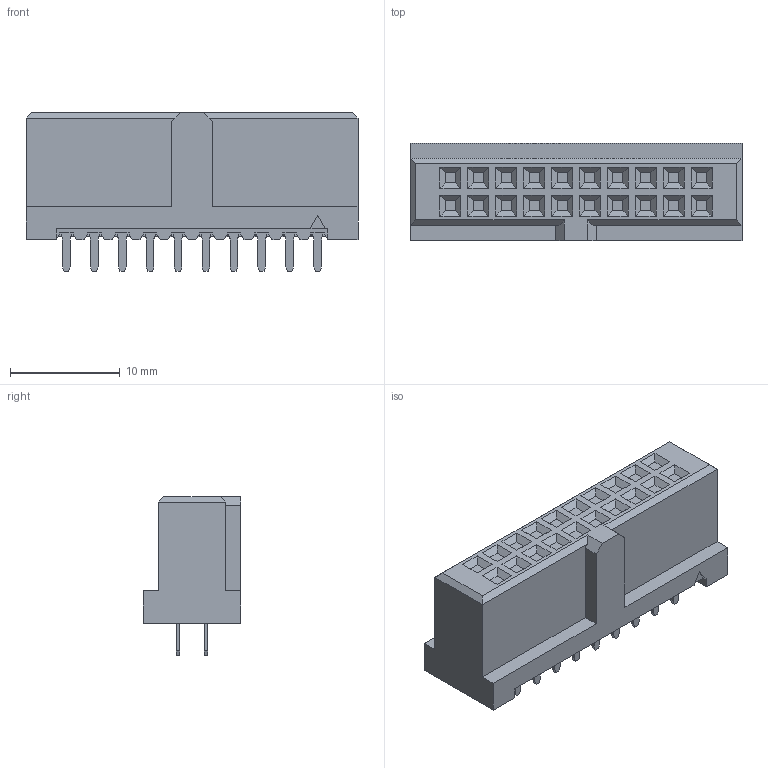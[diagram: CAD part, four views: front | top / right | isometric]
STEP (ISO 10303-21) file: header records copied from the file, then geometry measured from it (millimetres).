
FILE_DESCRIPTION(/* description */ (''),/* implementation_level */ '2;1');
FILE_NAME(/* name */ 'harting_0919520X824741.step',/* time_stamp */ '2023-05-26T11:57:25+02:00',/* author */ (''),/* organization */ (''),/* preprocessor_version */ 'ST-DEVELOPER v19.2',/* originating_system */ 'Autodesk Translation Framework v12.4.0.73',/* authorisation */ '');
FILE_SCHEMA (('AUTOMOTIVE_DESIGN { 1 0 10303 214 3 1 1 }'));
Length unit declared in the file: millimetre
Products named in the file (1): harting_0919520X824741
Bounding box: 30.2 x 8.9 x 14.45 mm (x, y, z)
Volume: 2270.1 mm3; surface area: 1642.5 mm2
Topology: 1 solids, 1 shells, 976 faces, 2676 edges, 1742 vertices
Faces by surface type: plane 736, cylinder 240
Entity records: 32222 total; most frequent: CARTESIAN_POINT 6475, ORIENTED_EDGE 5352, DIRECTION 4790, EDGE_CURVE 2676, LINE 2196, VECTOR 2196, VERTEX_POINT 1742, AXIS2_PLACEMENT_3D 1297
